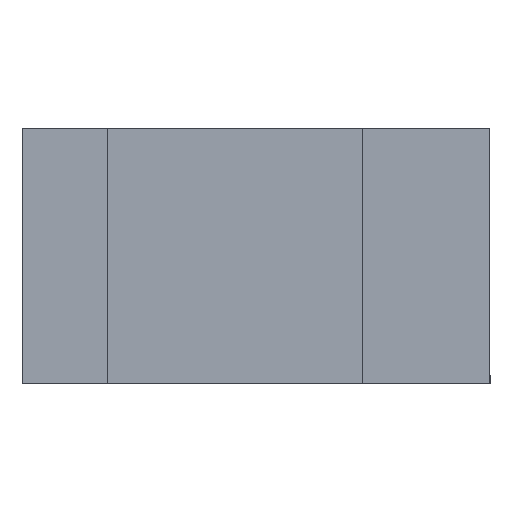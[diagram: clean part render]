
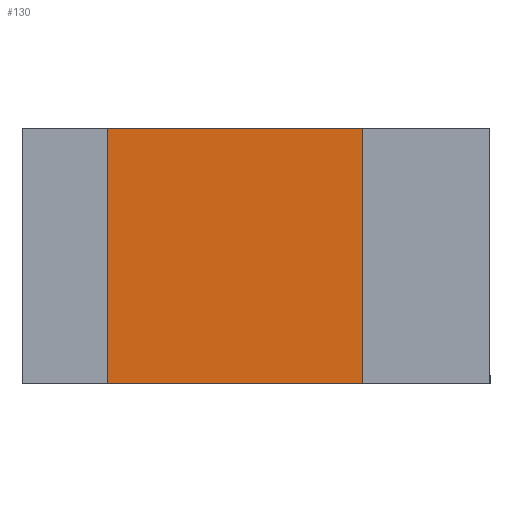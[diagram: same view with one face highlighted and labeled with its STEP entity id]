
A CAD part, left-side view. The second image highlights one B-rep face of the part: STEP entity #130.
In plain terms, the highlighted planar face has unit normal (-1, 0, 0).
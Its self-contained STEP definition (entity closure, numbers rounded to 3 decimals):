
#130=ADVANCED_FACE('',(#224),#1542,.T.);
#224=FACE_OUTER_BOUND('',#336,.T.);
#336=EDGE_LOOP('',(#815,#816,#817,#818));
#815=ORIENTED_EDGE('',*,*,#1081,.T.);
#816=ORIENTED_EDGE('',*,*,#1083,.T.);
#817=ORIENTED_EDGE('',*,*,#1059,.T.);
#818=ORIENTED_EDGE('',*,*,#1079,.F.);
#1059=EDGE_CURVE('',#1490,#1491,#1196,.T.);
#1079=EDGE_CURVE('',#1477,#1491,#1204,.T.);
#1081=EDGE_CURVE('',#1477,#1479,#1206,.T.);
#1083=EDGE_CURVE('',#1479,#1490,#1208,.T.);
#1196=B_SPLINE_CURVE_WITH_KNOTS('',1,(#3475,#3476),.UNSPECIFIED.,.F.,.F.,
(2,2),(0.,12.49),.UNSPECIFIED.);
#1204=B_SPLINE_CURVE_WITH_KNOTS('',1,(#3544,#3545,#3546),.UNSPECIFIED.,
 .F.,.F.,(2,1,2),(-2.,-1.,10.657),.UNSPECIFIED.);
#1206=B_SPLINE_CURVE_WITH_KNOTS('',1,(#3551,#3552,#3553,#3554),
 .UNSPECIFIED.,.F.,.F.,(2,1,1,2),(-1.167,0.833,11.657,
13.657),.UNSPECIFIED.);
#1208=B_SPLINE_CURVE_WITH_KNOTS('',1,(#3558,#3559,#3560),.UNSPECIFIED.,
 .F.,.F.,(2,1,2),(1.,2.,13.657),.UNSPECIFIED.);
#1477=VERTEX_POINT('',#3422);
#1479=VERTEX_POINT('',#3424);
#1490=VERTEX_POINT('',#3435);
#1491=VERTEX_POINT('',#3436);
#1542=PLANE('',#1656);
#1656=AXIS2_PLACEMENT_3D('',#3382,#1700,$);
#1700=DIRECTION('',(-1.,0.,0.));
#3382=CARTESIAN_POINT('',(-108.139,-3.161,124.639));
#3422=CARTESIAN_POINT('',(-108.139,-33.161,124.639));
#3424=CARTESIAN_POINT('',(-108.139,-33.161,154.639));
#3435=CARTESIAN_POINT('',(-108.139,-3.161,154.639));
#3436=CARTESIAN_POINT('',(-108.139,-3.161,124.639));
#3475=CARTESIAN_POINT('',(-108.139,-3.161,154.639));
#3476=CARTESIAN_POINT('',(-108.139,-3.161,124.639));
#3544=CARTESIAN_POINT('',(-108.139,-33.161,124.639));
#3545=CARTESIAN_POINT('',(-108.139,-31.161,124.639));
#3546=CARTESIAN_POINT('',(-108.139,-3.161,124.639));
#3551=CARTESIAN_POINT('',(-108.139,-33.161,124.639));
#3552=CARTESIAN_POINT('',(-108.139,-33.161,126.639));
#3553=CARTESIAN_POINT('',(-108.139,-33.161,152.639));
#3554=CARTESIAN_POINT('',(-108.139,-33.161,154.639));
#3558=CARTESIAN_POINT('',(-108.139,-33.161,154.639));
#3559=CARTESIAN_POINT('',(-108.139,-31.161,154.639));
#3560=CARTESIAN_POINT('',(-108.139,-3.161,154.639));
